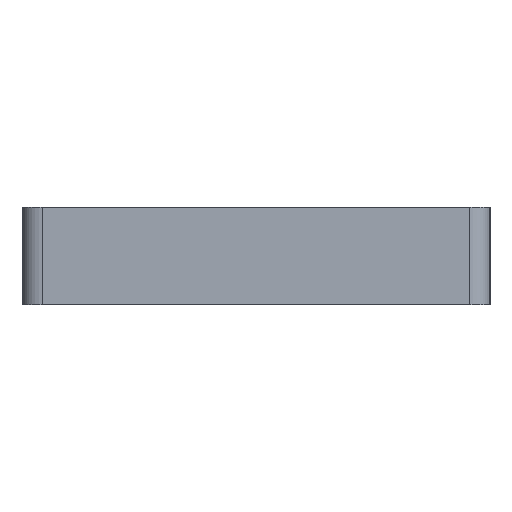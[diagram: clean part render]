
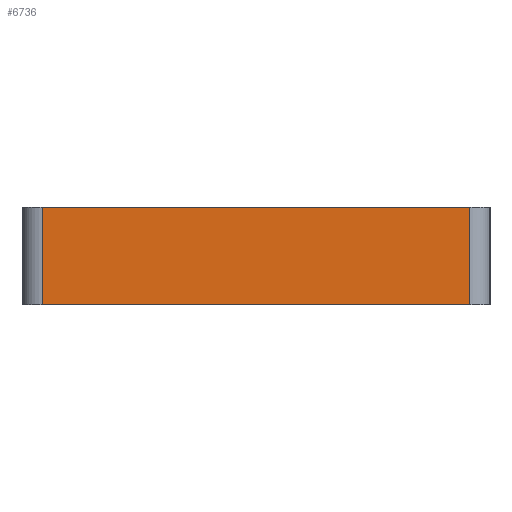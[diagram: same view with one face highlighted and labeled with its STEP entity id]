
A CAD part, left-side view. The second image highlights one B-rep face of the part: STEP entity #6736.
In plain terms, the highlighted planar face has unit normal (-1, 0, 0).
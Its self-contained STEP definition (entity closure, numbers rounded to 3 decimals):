
#32 = VERTEX_POINT('',#33);
#33 = CARTESIAN_POINT('',(-40.25,-26.5,0.45));
#40 = EDGE_CURVE('',#32,#41,#43,.T.);
#41 = VERTEX_POINT('',#42);
#42 = CARTESIAN_POINT('',(-40.25,26.5,0.45));
#43 = LINE('',#44,#45);
#44 = CARTESIAN_POINT('',(-40.25,-26.5,0.45));
#45 = VECTOR('',#46,1.);
#46 = DIRECTION('',(0.,1.,0.));
#263 = VERTEX_POINT('',#264);
#264 = CARTESIAN_POINT('',(-40.25,-26.5,12.5));
#271 = EDGE_CURVE('',#263,#272,#274,.T.);
#272 = VERTEX_POINT('',#273);
#273 = CARTESIAN_POINT('',(-40.25,26.5,12.5));
#274 = LINE('',#275,#276);
#275 = CARTESIAN_POINT('',(-40.25,-26.5,12.5));
#276 = VECTOR('',#277,1.);
#277 = DIRECTION('',(0.,1.,0.));
#6736 = ADVANCED_FACE('',(#6737),#6753,.T.);
#6737 = FACE_BOUND('',#6738,.T.);
#6738 = EDGE_LOOP('',(#6739,#6740,#6746,#6747));
#6739 = ORIENTED_EDGE('',*,*,#271,.T.);
#6740 = ORIENTED_EDGE('',*,*,#6741,.F.);
#6741 = EDGE_CURVE('',#41,#272,#6742,.T.);
#6742 = LINE('',#6743,#6744);
#6743 = CARTESIAN_POINT('',(-40.25,26.5,10.));
#6744 = VECTOR('',#6745,1.);
#6745 = DIRECTION('',(0.,0.,1.));
#6746 = ORIENTED_EDGE('',*,*,#40,.F.);
#6747 = ORIENTED_EDGE('',*,*,#6748,.F.);
#6748 = EDGE_CURVE('',#263,#32,#6749,.T.);
#6749 = LINE('',#6750,#6751);
#6750 = CARTESIAN_POINT('',(-40.25,-26.5,10.));
#6751 = VECTOR('',#6752,1.);
#6752 = DIRECTION('',(0.,0.,-1.));
#6753 = PLANE('',#6754);
#6754 = AXIS2_PLACEMENT_3D('',#6755,#6756,#6757);
#6755 = CARTESIAN_POINT('',(-40.25,0.,6.475));
#6756 = DIRECTION('',(-1.,0.,-0.));
#6757 = DIRECTION('',(0.,-1.,0.));
